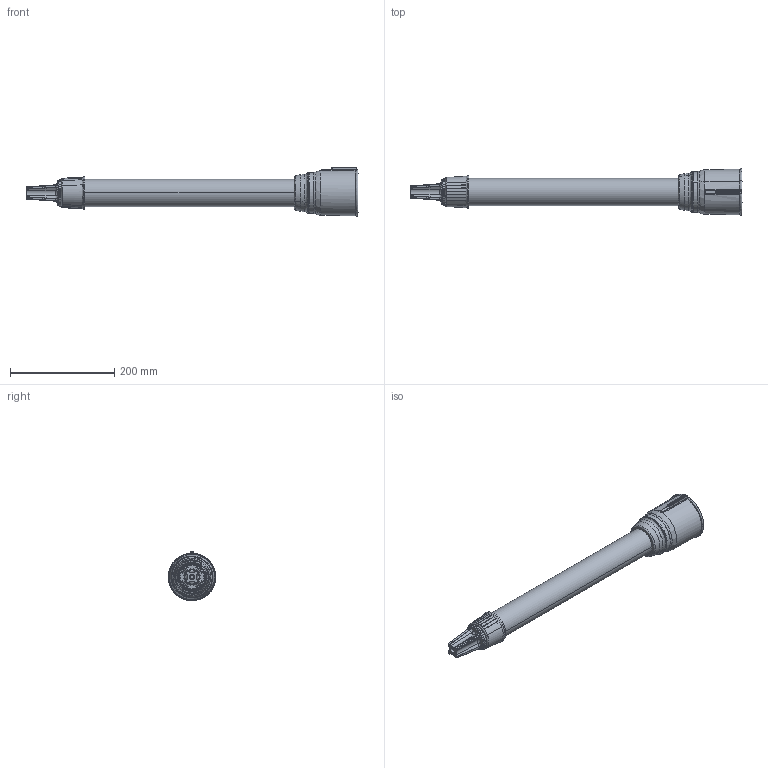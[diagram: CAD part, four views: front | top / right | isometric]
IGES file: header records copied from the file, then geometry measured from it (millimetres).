
Start section: START RECORD GO HERE.
Global section: file name: 0408035002.igs; native system: IBM CATIA IGES - CATIA Version 5 Release 17 ; preprocessor: CATIA Version 5 Release 17 ; author: pbm; organization: DKAVKINT; date: 20110405.124007; units: millimetre
Bounding box: 637 x 90.98 x 94.81 mm (x, y, z)
Surface area: 185045.6 mm2 (no closed solid volume)
Topology: 0 solids, 492 shells, 492 faces, 2290 edges, 2276 vertices
Faces by surface type: bspline 492
